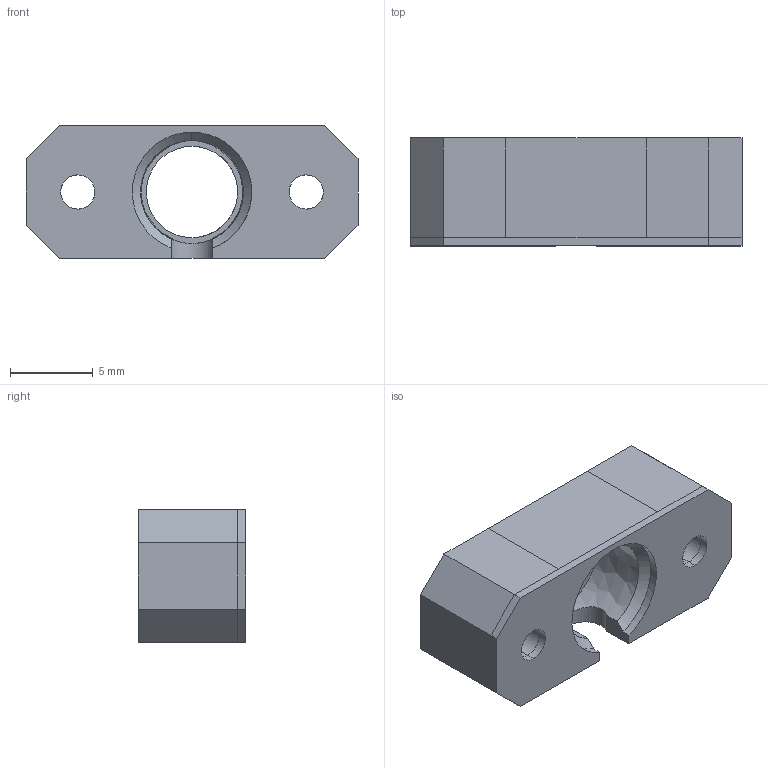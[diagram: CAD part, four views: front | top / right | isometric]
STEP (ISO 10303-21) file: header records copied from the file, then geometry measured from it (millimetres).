
FILE_DESCRIPTION(/* description */ (''),/* implementation_level */ '2;1');
FILE_NAME(/* name */ 'gear holder_v4a',/* time_stamp */ '2021-08-25T12:41:44+08:00',/* author */ (''),/* organization */ (''),/* preprocessor_version */ 'ST-DEVELOPER v16.5',/* originating_system */ '',/* authorisation */ '');
FILE_SCHEMA (('AUTOMOTIVE_DESIGN'));
Length unit declared in the file: millimetre
Products named in the file (1): Document
Bounding box: 20 x 6.5 x 8 mm (x, y, z)
Volume: 741.7 mm3; surface area: 763.5 mm2
Topology: 1 solids, 1 shells, 53 faces, 128 edges, 77 vertices
Faces by surface type: bspline 33, plane 20
Entity records: 1994 total; most frequent: CARTESIAN_POINT 1211, ORIENTED_EDGE 256, EDGE_CURVE 128, VERTEX_POINT 77, B_SPLINE_CURVE_WITH_KNOTS 66, EDGE_LOOP 59, ADVANCED_FACE 53, FACE_OUTER_BOUND 53
